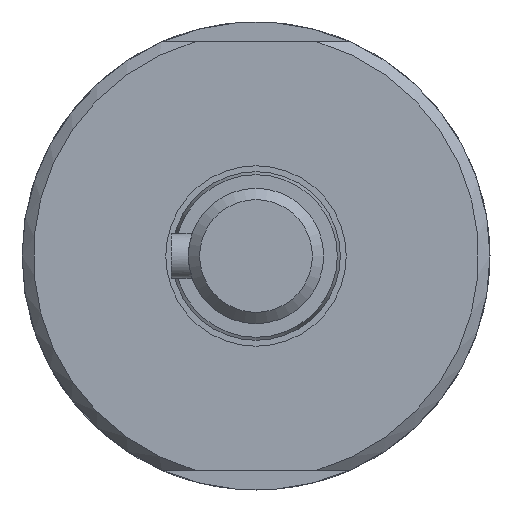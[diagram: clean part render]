
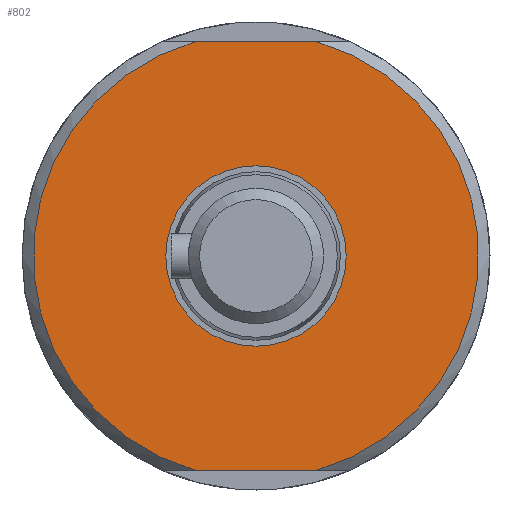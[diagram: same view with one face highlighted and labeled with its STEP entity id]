
A CAD part, left-side view. The second image highlights one B-rep face of the part: STEP entity #802.
In plain terms, the highlighted planar face has unit normal (-1, 0, 0).
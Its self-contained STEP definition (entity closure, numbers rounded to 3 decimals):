
#750=CARTESIAN_POINT('',(-118.,13.875,0.));
#751=DIRECTION('',(-1.0,0.0,0.0));
#752=DIRECTION('',(0.0,0.0,1.0));
#753=AXIS2_PLACEMENT_3D('',#750,#751,#752);
#754=PLANE('',#753);
#755=CARTESIAN_POINT('',(-118.,5.391,-19.));
#756=VERTEX_POINT('',#755);
#757=CARTESIAN_POINT('',(-118.,-5.391,-19.));
#758=VERTEX_POINT('',#757);
#759=CARTESIAN_POINT('',(-118.,5.391,-19.));
#760=DIRECTION('',(0.0,-1.0,0.0));
#761=VECTOR('',#760,10.782);
#762=LINE('',#759,#761);
#763=EDGE_CURVE('',#756,#758,#762,.T.);
#764=ORIENTED_EDGE('',*,*,#763,.T.);
#765=CARTESIAN_POINT('',(-118.,-5.391,19.));
#766=VERTEX_POINT('',#765);
#767=CARTESIAN_POINT('',(-118.,0.,0.));
#768=DIRECTION('',(1.0,0.0,0.0));
#769=DIRECTION('',(0.0,1.0,0.0));
#770=AXIS2_PLACEMENT_3D('',#767,#768,#769);
#771=CIRCLE('',#770,19.75);
#772=EDGE_CURVE('',#766,#758,#771,.T.);
#773=ORIENTED_EDGE('',*,*,#772,.F.);
#774=CARTESIAN_POINT('',(-118.,5.391,19.));
#775=VERTEX_POINT('',#774);
#776=CARTESIAN_POINT('',(-118.,-5.391,19.));
#777=DIRECTION('',(0.0,1.0,0.0));
#778=VECTOR('',#777,10.782);
#779=LINE('',#776,#778);
#780=EDGE_CURVE('',#766,#775,#779,.T.);
#781=ORIENTED_EDGE('',*,*,#780,.T.);
#782=CARTESIAN_POINT('',(-118.,0.,0.));
#783=DIRECTION('',(1.0,0.0,0.0));
#784=DIRECTION('',(0.0,1.0,0.0));
#785=AXIS2_PLACEMENT_3D('',#782,#783,#784);
#786=CIRCLE('',#785,19.75);
#787=EDGE_CURVE('',#756,#775,#786,.T.);
#788=ORIENTED_EDGE('',*,*,#787,.F.);
#789=EDGE_LOOP('',(#764,#773,#781,#788));
#790=FACE_OUTER_BOUND('',#789,.T.);
#791=CARTESIAN_POINT('',(-118.,8.,0.));
#792=VERTEX_POINT('',#791);
#793=CARTESIAN_POINT('',(-118.,0.,0.));
#794=DIRECTION('',(1.0,0.0,0.0));
#795=DIRECTION('',(0.0,1.0,0.0));
#796=AXIS2_PLACEMENT_3D('',#793,#794,#795);
#797=CIRCLE('',#796,8.0);
#798=EDGE_CURVE('',#792,#792,#797,.T.);
#799=ORIENTED_EDGE('',*,*,#798,.T.);
#800=EDGE_LOOP('',(#799));
#801=FACE_BOUND('',#800,.T.);
#802=ADVANCED_FACE('',(#790,#801),#754,.T.);
